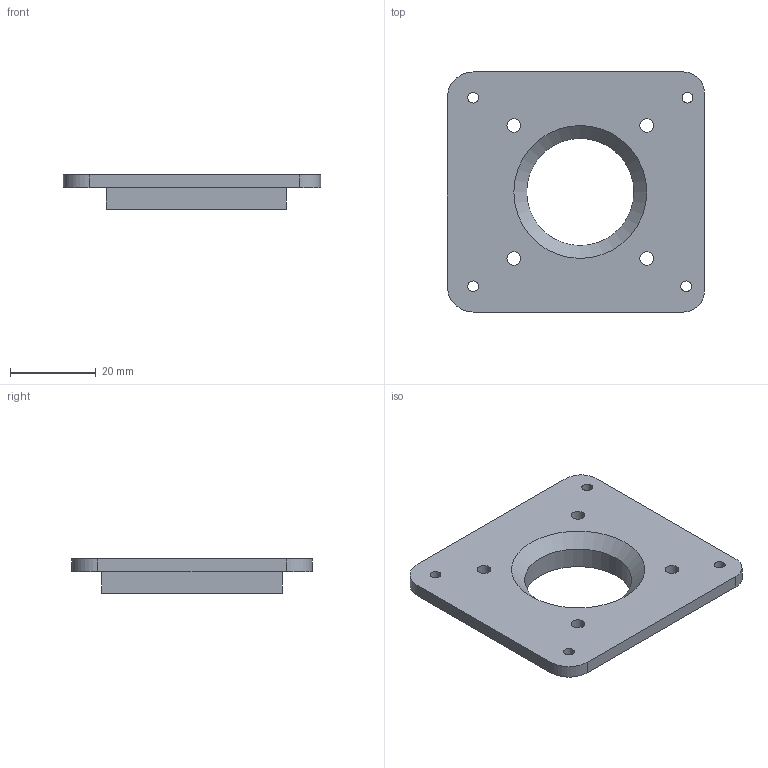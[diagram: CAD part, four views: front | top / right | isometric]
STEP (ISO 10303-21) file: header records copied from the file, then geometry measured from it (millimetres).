
FILE_DESCRIPTION(/* description */ (''),/* implementation_level */ '2;1');
FILE_NAME(/* name */ 'TAPPO_NEMA_2.stp',/* time_stamp */ '2025-06-13T08:04:59+02:00',/* author */ ('R5800u'),/* organization */ (''),/* preprocessor_version */ 'ST-DEVELOPER v20',/* originating_system */ 'Autodesk Inventor 2025',/* authorisation */ '');
FILE_SCHEMA (('AUTOMOTIVE_DESIGN { 1 0 10303 214 3 1 1 }'));
Length unit declared in the file: millimetre
Products named in the file (1): TAPPO_NEMA_2
Bounding box: 60 x 56 x 8 mm (x, y, z)
Volume: 14196.5 mm3; surface area: 8007.9 mm2
Topology: 1 solids, 1 shells, 25 faces, 65 edges, 45 vertices
Faces by surface type: cylinder 13, plane 11, cone 1
Full cylindrical faces by diameter (mm): 2.5 x4, 3.2 x4, 25 x1
Entity records: 870 total; most frequent: DIRECTION 144, CARTESIAN_POINT 136, ORIENTED_EDGE 130, EDGE_CURVE 65, AXIS2_PLACEMENT_3D 53, EDGE_LOOP 44, VERTEX_POINT 43, LINE 38
